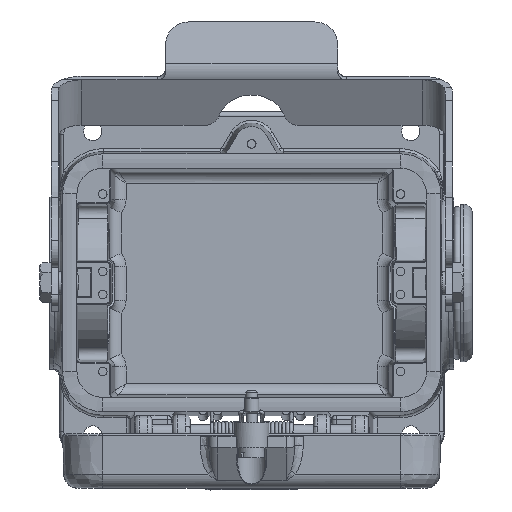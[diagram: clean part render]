
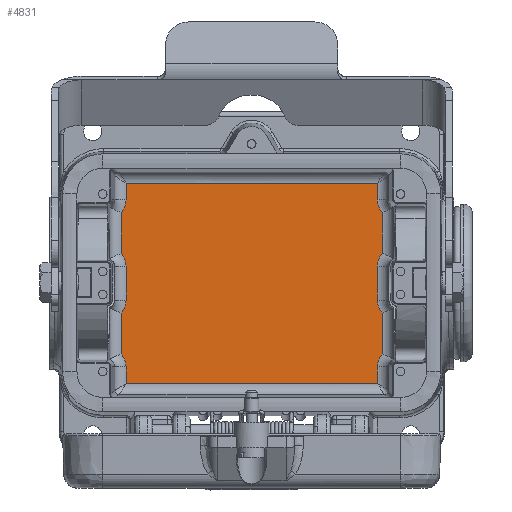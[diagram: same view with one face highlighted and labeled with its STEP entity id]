
A CAD part, top view. The second image highlights one B-rep face of the part: STEP entity #4831.
In plain terms, the highlighted planar face has unit normal (0, 0, 1).
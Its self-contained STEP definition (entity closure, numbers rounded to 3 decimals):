
#4232=CIRCLE('',#20242,6.86);
#4233=CIRCLE('',#20243,6.86);
#4234=CIRCLE('',#20244,6.86);
#4235=CIRCLE('',#20245,6.86);
#4236=CIRCLE('',#20246,6.86);
#4237=CIRCLE('',#20247,6.86);
#4238=CIRCLE('',#20248,6.86);
#4239=CIRCLE('',#20249,6.86);
#4831=ADVANCED_FACE('',(#6159),#5698,.T.);
#5698=PLANE('',#20250);
#6159=FACE_OUTER_BOUND('',#7063,.T.);
#7063=EDGE_LOOP('',(#9222,#9223,#9224,#9225,#9226,#9227,#9228,#9229,#9230,
#9231,#9232,#9233,#9234,#9235,#9236,#9237,#9238,#9239,#9240,#9241));
#9222=ORIENTED_EDGE('',*,*,#14856,.T.);
#9223=ORIENTED_EDGE('',*,*,#14857,.T.);
#9224=ORIENTED_EDGE('',*,*,#14858,.T.);
#9225=ORIENTED_EDGE('',*,*,#14859,.T.);
#9226=ORIENTED_EDGE('',*,*,#14860,.T.);
#9227=ORIENTED_EDGE('',*,*,#14861,.T.);
#9228=ORIENTED_EDGE('',*,*,#14862,.T.);
#9229=ORIENTED_EDGE('',*,*,#14863,.T.);
#9230=ORIENTED_EDGE('',*,*,#14864,.T.);
#9231=ORIENTED_EDGE('',*,*,#14865,.T.);
#9232=ORIENTED_EDGE('',*,*,#14866,.T.);
#9233=ORIENTED_EDGE('',*,*,#14867,.T.);
#9234=ORIENTED_EDGE('',*,*,#14868,.T.);
#9235=ORIENTED_EDGE('',*,*,#14869,.T.);
#9236=ORIENTED_EDGE('',*,*,#14870,.T.);
#9237=ORIENTED_EDGE('',*,*,#14871,.T.);
#9238=ORIENTED_EDGE('',*,*,#14872,.T.);
#9239=ORIENTED_EDGE('',*,*,#14873,.T.);
#9240=ORIENTED_EDGE('',*,*,#14874,.T.);
#9241=ORIENTED_EDGE('',*,*,#14875,.T.);
#13231=VERTEX_POINT('',#34900);
#13232=VERTEX_POINT('',#34901);
#13233=VERTEX_POINT('',#34903);
#13234=VERTEX_POINT('',#34905);
#13235=VERTEX_POINT('',#34907);
#13236=VERTEX_POINT('',#34909);
#13237=VERTEX_POINT('',#34911);
#13238=VERTEX_POINT('',#34913);
#13239=VERTEX_POINT('',#34915);
#13240=VERTEX_POINT('',#34917);
#13241=VERTEX_POINT('',#34919);
#13242=VERTEX_POINT('',#34921);
#13243=VERTEX_POINT('',#34923);
#13244=VERTEX_POINT('',#34925);
#13245=VERTEX_POINT('',#34927);
#13246=VERTEX_POINT('',#34929);
#13247=VERTEX_POINT('',#34931);
#13248=VERTEX_POINT('',#34933);
#13249=VERTEX_POINT('',#34935);
#13250=VERTEX_POINT('',#34937);
#14856=EDGE_CURVE('',#13231,#13232,#4232,.T.);
#14857=EDGE_CURVE('',#13232,#13233,#16714,.T.);
#14858=EDGE_CURVE('',#13233,#13234,#4233,.T.);
#14859=EDGE_CURVE('',#13234,#13235,#16715,.T.);
#14860=EDGE_CURVE('',#13235,#13236,#4234,.T.);
#14861=EDGE_CURVE('',#13236,#13237,#16716,.T.);
#14862=EDGE_CURVE('',#13237,#13238,#16717,.T.);
#14863=EDGE_CURVE('',#13238,#13239,#16718,.T.);
#14864=EDGE_CURVE('',#13239,#13240,#4235,.T.);
#14865=EDGE_CURVE('',#13240,#13241,#16719,.T.);
#14866=EDGE_CURVE('',#13241,#13242,#4236,.T.);
#14867=EDGE_CURVE('',#13242,#13243,#16720,.T.);
#14868=EDGE_CURVE('',#13243,#13244,#4237,.T.);
#14869=EDGE_CURVE('',#13244,#13245,#16721,.T.);
#14870=EDGE_CURVE('',#13245,#13246,#4238,.T.);
#14871=EDGE_CURVE('',#13246,#13247,#16722,.T.);
#14872=EDGE_CURVE('',#13247,#13248,#16723,.T.);
#14873=EDGE_CURVE('',#13248,#13249,#16724,.T.);
#14874=EDGE_CURVE('',#13249,#13250,#4239,.T.);
#14875=EDGE_CURVE('',#13250,#13231,#16725,.T.);
#16714=LINE('',#34902,#17835);
#16715=LINE('',#34906,#17836);
#16716=LINE('',#34910,#17837);
#16717=LINE('',#34912,#17838);
#16718=LINE('',#34914,#17839);
#16719=LINE('',#34918,#17840);
#16720=LINE('',#34922,#17841);
#16721=LINE('',#34926,#17842);
#16722=LINE('',#34930,#17843);
#16723=LINE('',#34932,#17844);
#16724=LINE('',#34934,#17845);
#16725=LINE('',#34938,#17846);
#17835=VECTOR('',#22677,1.);
#17836=VECTOR('',#22680,1.);
#17837=VECTOR('',#22683,1.);
#17838=VECTOR('',#22684,1.);
#17839=VECTOR('',#22685,1.);
#17840=VECTOR('',#22688,1.);
#17841=VECTOR('',#22691,1.);
#17842=VECTOR('',#22694,1.);
#17843=VECTOR('',#22697,1.);
#17844=VECTOR('',#22698,1.);
#17845=VECTOR('',#22699,1.);
#17846=VECTOR('',#22702,1.);
#20242=AXIS2_PLACEMENT_3D('',#34899,#22675,#22676);
#20243=AXIS2_PLACEMENT_3D('',#34904,#22678,#22679);
#20244=AXIS2_PLACEMENT_3D('',#34908,#22681,#22682);
#20245=AXIS2_PLACEMENT_3D('',#34916,#22686,#22687);
#20246=AXIS2_PLACEMENT_3D('',#34920,#22689,#22690);
#20247=AXIS2_PLACEMENT_3D('',#34924,#22692,#22693);
#20248=AXIS2_PLACEMENT_3D('',#34928,#22695,#22696);
#20249=AXIS2_PLACEMENT_3D('',#34936,#22700,#22701);
#20250=AXIS2_PLACEMENT_3D('',#34939,#22703,#22704);
#22675=DIRECTION('',(0.,0.,-1.));
#22676=DIRECTION('',(-1.,0.,0.));
#22677=DIRECTION('',(0.,1.,0.));
#22678=DIRECTION('',(0.,0.,-1.));
#22679=DIRECTION('',(-1.,0.,0.));
#22680=DIRECTION('',(0.,1.,0.));
#22681=DIRECTION('',(0.,0.,-1.));
#22682=DIRECTION('',(-1.,0.,0.));
#22683=DIRECTION('',(0.,1.,0.));
#22684=DIRECTION('',(-1.,0.,0.));
#22685=DIRECTION('',(0.,-1.,0.));
#22686=DIRECTION('',(0.,0.,-1.));
#22687=DIRECTION('',(-1.,0.,0.));
#22688=DIRECTION('',(0.,-1.,0.));
#22689=DIRECTION('',(0.,0.,-1.));
#22690=DIRECTION('',(-1.,0.,0.));
#22691=DIRECTION('',(0.,-1.,0.));
#22692=DIRECTION('',(0.,0.,-1.));
#22693=DIRECTION('',(-1.,0.,0.));
#22694=DIRECTION('',(0.,-1.,0.));
#22695=DIRECTION('',(0.,0.,-1.));
#22696=DIRECTION('',(-1.,0.,0.));
#22697=DIRECTION('',(0.,-1.,0.));
#22698=DIRECTION('',(1.,0.,0.));
#22699=DIRECTION('',(0.,1.,0.));
#22700=DIRECTION('',(0.,0.,-1.));
#22701=DIRECTION('',(-1.,0.,0.));
#22702=DIRECTION('',(0.,1.,0.));
#22703=DIRECTION('',(0.,0.,1.));
#22704=DIRECTION('',(-1.,0.,0.));
#34899=CARTESIAN_POINT('',(50.725,-5.9,-81.9));
#34900=CARTESIAN_POINT('',(45.565,-10.421,-81.9));
#34901=CARTESIAN_POINT('',(43.865,-5.9,-81.9));
#34902=CARTESIAN_POINT('',(43.865,5.9,-81.9));
#34903=CARTESIAN_POINT('',(43.865,5.9,-81.9));
#34904=CARTESIAN_POINT('',(50.725,5.9,-81.9));
#34905=CARTESIAN_POINT('',(45.565,10.421,-81.9));
#34906=CARTESIAN_POINT('',(45.565,26.541,-81.9));
#34907=CARTESIAN_POINT('',(45.565,24.679,-81.9));
#34908=CARTESIAN_POINT('',(50.725,29.2,-81.9));
#34909=CARTESIAN_POINT('',(43.865,29.2,-81.9));
#34910=CARTESIAN_POINT('',(43.865,38.871,-81.9));
#34911=CARTESIAN_POINT('',(43.865,34.94,-81.9));
#34912=CARTESIAN_POINT('',(-47.795,34.94,-81.9));
#34913=CARTESIAN_POINT('',(-43.865,34.94,-81.9));
#34914=CARTESIAN_POINT('',(-43.865,29.2,-81.9));
#34915=CARTESIAN_POINT('',(-43.865,29.2,-81.9));
#34916=CARTESIAN_POINT('',(-50.725,29.2,-81.9));
#34917=CARTESIAN_POINT('',(-45.565,24.679,-81.9));
#34918=CARTESIAN_POINT('',(-45.565,8.559,-81.9));
#34919=CARTESIAN_POINT('',(-45.565,10.421,-81.9));
#34920=CARTESIAN_POINT('',(-50.725,5.9,-81.9));
#34921=CARTESIAN_POINT('',(-43.865,5.9,-81.9));
#34922=CARTESIAN_POINT('',(-43.865,-5.9,-81.9));
#34923=CARTESIAN_POINT('',(-43.865,-5.9,-81.9));
#34924=CARTESIAN_POINT('',(-50.725,-5.9,-81.9));
#34925=CARTESIAN_POINT('',(-45.565,-10.421,-81.9));
#34926=CARTESIAN_POINT('',(-45.565,-26.541,-81.9));
#34927=CARTESIAN_POINT('',(-45.565,-24.679,-81.9));
#34928=CARTESIAN_POINT('',(-50.725,-29.2,-81.9));
#34929=CARTESIAN_POINT('',(-43.865,-29.2,-81.9));
#34930=CARTESIAN_POINT('',(-43.865,-38.871,-81.9));
#34931=CARTESIAN_POINT('',(-43.865,-34.94,-81.9));
#34932=CARTESIAN_POINT('',(47.795,-34.94,-81.9));
#34933=CARTESIAN_POINT('',(43.865,-34.94,-81.9));
#34934=CARTESIAN_POINT('',(43.865,-29.2,-81.9));
#34935=CARTESIAN_POINT('',(43.865,-29.2,-81.9));
#34936=CARTESIAN_POINT('',(50.725,-29.2,-81.9));
#34937=CARTESIAN_POINT('',(45.565,-24.679,-81.9));
#34938=CARTESIAN_POINT('',(45.565,-8.559,-81.9));
#34939=CARTESIAN_POINT('',(0.,0.,-81.9));
